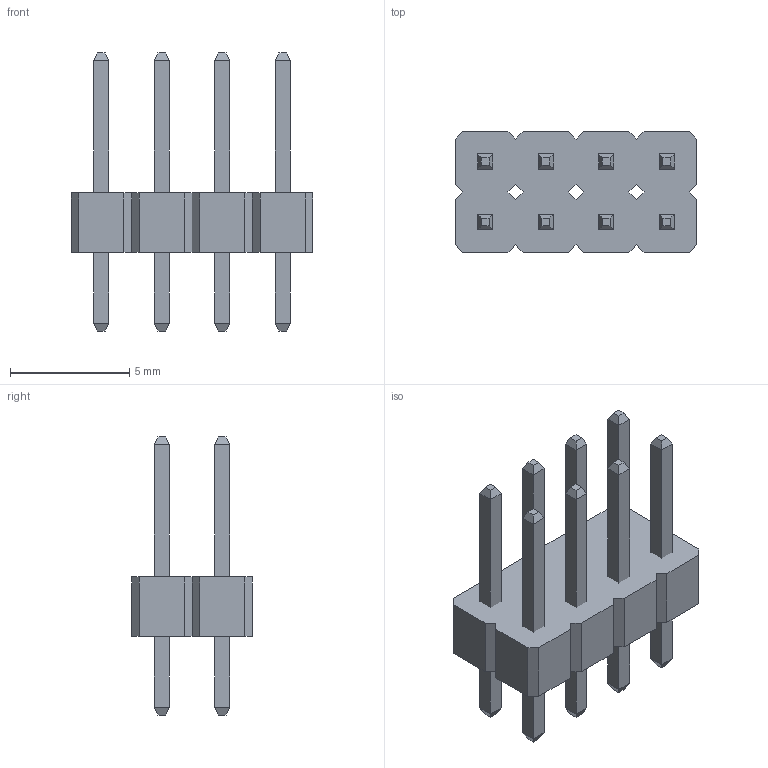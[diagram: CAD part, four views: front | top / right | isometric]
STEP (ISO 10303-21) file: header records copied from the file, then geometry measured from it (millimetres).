
FILE_DESCRIPTION(/* description */ (''),/* implementation_level */ '2;1');
FILE_NAME(/* name */ '5f3ddd22933f190f816bce08',/* time_stamp */ '2020-08-20T02:17:07+00:00',/* author */ (''),/* organization */ (''),/* preprocessor_version */ 'ST-DEVELOPER v16.7',/* originating_system */ $,/* authorisation */ $);
FILE_SCHEMA (('AUTOMOTIVE_DESIGN {1 0 10303 214 3 1 1}'));
Length unit declared in the file: metre
Products named in the file (17): Part 16; Part 17; Part 15; Part 14; Part 12; Part 11; Part 10; Part 13; Part 9; Part 8; Part 7; Part 6; Part 5; Part 4; Plastic; Pin Bottom; Pin Top
Bounding box: 10.16 x 5.08 x 11.68 mm (x, y, z)
Volume: 162.3 mm3; surface area: 438.4 mm2
Topology: 17 solids, 17 shells, 206 faces, 452 edges, 280 vertices
Faces by surface type: plane 206
Entity records: 5888 total; most frequent: CARTESIAN_POINT 955, ORIENTED_EDGE 904, DIRECTION 898, EDGE_CURVE 452, LINE 452, VECTOR 452, VERTEX_POINT 280, AXIS2_PLACEMENT_3D 223
